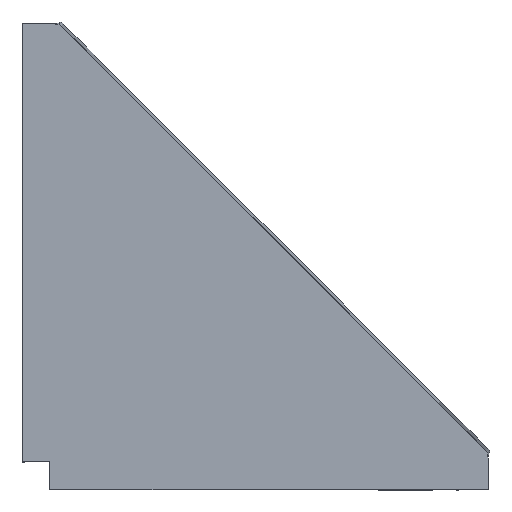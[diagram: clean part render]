
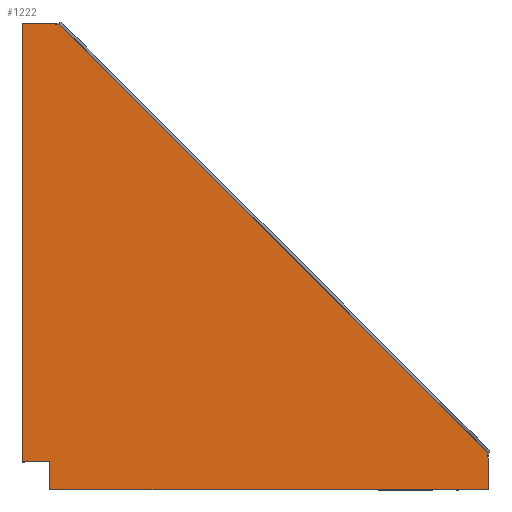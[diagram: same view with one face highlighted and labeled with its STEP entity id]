
A CAD part, top view. The second image highlights one B-rep face of the part: STEP entity #1222.
In plain terms, the highlighted planar face has unit normal (0, 0, 1).
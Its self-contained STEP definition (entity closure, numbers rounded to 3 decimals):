
#38 = CARTESIAN_POINT ( 'NONE',  ( 17., 32., 0. ) ) ;
#52 = CARTESIAN_POINT ( 'NONE',  ( 35.953, 266.858, 0. ) ) ;
#62 = CARTESIAN_POINT ( 'NONE',  ( 266.895, 36.429, 0. ) ) ;
#99 = CARTESIAN_POINT ( 'NONE',  ( 267., 34.05, 0. ) ) ;
#119 = CARTESIAN_POINT ( 'NONE',  ( 266.855, 35.714, 0. ) ) ;
#125 = DIRECTION ( 'NONE',  ( -0.707, 0.707, 0. ) ) ;
#156 = VERTEX_POINT ( 'NONE', #1246 ) ;
#194 = CARTESIAN_POINT ( 'NONE',  ( 32., 32., 0. ) ) ;
#212 = CARTESIAN_POINT ( 'NONE',  ( 266.94, 34.524, 0. ) ) ;
#226 = CARTESIAN_POINT ( 'NONE',  ( 267., 0., 0. ) ) ;
#228 = ORIENTED_EDGE ( 'NONE', *, *, #1532, .T. ) ;
#239 = VERTEX_POINT ( 'NONE', #402 ) ;
#248 = VERTEX_POINT ( 'NONE', #388 ) ;
#258 = CARTESIAN_POINT ( 'NONE',  ( 266.979, 36.9, 0. ) ) ;
#259 = CARTESIAN_POINT ( 'NONE',  ( 0., 32., 0. ) ) ;
#326 = AXIS2_PLACEMENT_3D ( 'NONE', #1368, #1418, #562 ) ;
#347 = ORIENTED_EDGE ( 'NONE', *, *, #1237, .T. ) ;
#352 = CARTESIAN_POINT ( 'NONE',  ( 36.429, 266.895, 0. ) ) ;
#365 = VERTEX_POINT ( 'NONE', #258 ) ;
#388 = CARTESIAN_POINT ( 'NONE',  ( 32., 32., 0. ) ) ;
#394 = CARTESIAN_POINT ( 'NONE',  ( 36.9, 266.979, 0. ) ) ;
#402 = CARTESIAN_POINT ( 'NONE',  ( 34.05, 267., 0. ) ) ;
#458 = CARTESIAN_POINT ( 'NONE',  ( 0., 17., 0. ) ) ;
#460 = VERTEX_POINT ( 'NONE', #702 ) ;
#483 = CARTESIAN_POINT ( 'NONE',  ( 32., 20.5, 0. ) ) ;
#542 = CARTESIAN_POINT ( 'NONE',  ( 151.939, 151.939, 0. ) ) ;
#562 = DIRECTION ( 'NONE',  ( 1., 0., 0. ) ) ;
#578 = CARTESIAN_POINT ( 'NONE',  ( 17., 0., 0. ) ) ;
#604 = CARTESIAN_POINT ( 'NONE',  ( 32., 17., 0. ) ) ;
#609 = ORIENTED_EDGE ( 'NONE', *, *, #1041, .T. ) ;
#623 = EDGE_CURVE ( 'NONE', #1908, #2001, #1370, .T. ) ;
#673 = VECTOR ( 'NONE', #1431, 1000. ) ;
#696 = LINE ( 'NONE', #1174, #673 ) ;
#702 = CARTESIAN_POINT ( 'NONE',  ( 20.5, 32., 0. ) ) ;
#710 = DIRECTION ( 'NONE',  ( -1., 0., 0. ) ) ;
#744 = ORIENTED_EDGE ( 'NONE', *, *, #1630, .T. ) ;
#813 = LINE ( 'NONE', #458, #1488 ) ;
#864 = ORIENTED_EDGE ( 'NONE', *, *, #1678, .F. ) ;
#868 = VERTEX_POINT ( 'NONE', #1299 ) ;
#876 = VECTOR ( 'NONE', #1426, 1000. ) ;
#878 = LINE ( 'NONE', #1611, #876 ) ;
#883 = CARTESIAN_POINT ( 'NONE',  ( 32., 20.5, 0. ) ) ;
#894 = ORIENTED_EDGE ( 'NONE', *, *, #1016, .F. ) ;
#898 = CARTESIAN_POINT ( 'NONE',  ( 267., 0., 0. ) ) ;
#909 = EDGE_CURVE ( 'NONE', #239, #868, #1645, .T. ) ;
#926 = ORIENTED_EDGE ( 'NONE', *, *, #909, .F. ) ;
#927 = ORIENTED_EDGE ( 'NONE', *, *, #623, .T. ) ;
#965 = CARTESIAN_POINT ( 'NONE',  ( 20.5, 267., 0. ) ) ;
#999 = ORIENTED_EDGE ( 'NONE', *, *, #1085, .T. ) ;
#1016 = EDGE_CURVE ( 'NONE', #460, #1623, #1259, .T. ) ;
#1030 = EDGE_CURVE ( 'NONE', #1623, #1943, #1252, .T. ) ;
#1041 = EDGE_CURVE ( 'NONE', #365, #868, #1234, .T. ) ;
#1069 = VECTOR ( 'NONE', #1664, 1000. ) ;
#1073 = CARTESIAN_POINT ( 'NONE',  ( 266.928, 36.667, 0. ) ) ;
#1083 = LINE ( 'NONE', #965, #1069 ) ;
#1084 = VECTOR ( 'NONE', #1695, 1000. ) ;
#1085 = EDGE_CURVE ( 'NONE', #248, #1988, #1179, .T. ) ;
#1089 = CARTESIAN_POINT ( 'NONE',  ( 35.714, 266.855, 0. ) ) ;
#1102 = EDGE_CURVE ( 'NONE', #1908, #156, #1162, .T. ) ;
#1105 = LINE ( 'NONE', #883, #1084 ) ;
#1106 = FACE_OUTER_BOUND ( 'NONE', #1644, .T. ) ;
#1126 = ORIENTED_EDGE ( 'NONE', *, *, #1266, .T. ) ;
#1141 = PLANE ( 'NONE',  #326 ) ;
#1155 = VECTOR ( 'NONE', #1467, 1000. ) ;
#1162 = LINE ( 'NONE', #898, #1155 ) ;
#1166 = DIRECTION ( 'NONE',  ( 0., 1., 0. ) ) ;
#1171 = VECTOR ( 'NONE', #1737, 1000. ) ;
#1172 = CARTESIAN_POINT ( 'NONE',  ( 267., 20.5, 0. ) ) ;
#1174 = CARTESIAN_POINT ( 'NONE',  ( 0., 32., 0. ) ) ;
#1179 = LINE ( 'NONE', #194, #1171 ) ;
#1222 = ADVANCED_FACE ( 'NONE', ( #1106 ), #1141, .T. ) ;
#1225 = VECTOR ( 'NONE', #125, 1000. ) ;
#1234 = LINE ( 'NONE', #542, #1225 ) ;
#1237 = EDGE_CURVE ( 'NONE', #1988, #1399, #1105, .T. ) ;
#1245 = VECTOR ( 'NONE', #1166, 1000. ) ;
#1246 = CARTESIAN_POINT ( 'NONE',  ( 267., 17., 0. ) ) ;
#1247 = DIRECTION ( 'NONE',  ( -1., 0., 0. ) ) ;
#1252 = LINE ( 'NONE', #578, #1245 ) ;
#1259 = LINE ( 'NONE', #259, #1278 ) ;
#1266 = EDGE_CURVE ( 'NONE', #1582, #1943, #1083, .T. ) ;
#1278 = VECTOR ( 'NONE', #1247, 1000. ) ;
#1289 = CARTESIAN_POINT ( 'NONE',  ( 266.979, 36.9, 0. ) ) ;
#1299 = CARTESIAN_POINT ( 'NONE',  ( 36.9, 266.979, 0. ) ) ;
#1350 = VECTOR ( 'NONE', #1435, 1000. ) ;
#1368 = CARTESIAN_POINT ( 'NONE',  ( 0., 0., 0. ) ) ;
#1370 = LINE ( 'NONE', #226, #1350 ) ;
#1399 = VERTEX_POINT ( 'NONE', #604 ) ;
#1418 = DIRECTION ( 'NONE',  ( 0., 0., 1. ) ) ;
#1426 = DIRECTION ( 'NONE',  ( -1., 0., 0. ) ) ;
#1431 = DIRECTION ( 'NONE',  ( 1., 0., 0. ) ) ;
#1435 = DIRECTION ( 'NONE',  ( 0., 1., 0. ) ) ;
#1467 = DIRECTION ( 'NONE',  ( 0., -1., 0. ) ) ;
#1488 = VECTOR ( 'NONE', #710, 1000. ) ;
#1532 = EDGE_CURVE ( 'NONE', #239, #1582, #878, .T. ) ;
#1542 = CARTESIAN_POINT ( 'NONE',  ( 34.05, 267., 0. ) ) ;
#1571 = CARTESIAN_POINT ( 'NONE',  ( 36.667, 266.928, 0. ) ) ;
#1582 = VERTEX_POINT ( 'NONE', #1887 ) ;
#1611 = CARTESIAN_POINT ( 'NONE',  ( 90., 267., 0. ) ) ;
#1623 = VERTEX_POINT ( 'NONE', #38 ) ;
#1630 = EDGE_CURVE ( 'NONE', #2001, #365, #1879, .T. ) ;
#1632 = CARTESIAN_POINT ( 'NONE',  ( 266.879, 34.998, 0. ) ) ;
#1644 = EDGE_LOOP ( 'NONE', ( #927, #744, #609, #926, #228, #1126, #1770, #894, #1728, #999, #347, #864, #1653 ) ) ;
#1645 = B_SPLINE_CURVE_WITH_KNOTS ( 'NONE', 3,
 ( #1542, #1839, #1994, #1089, #52, #352, #1571, #394 ),
 .UNSPECIFIED., .F., .F.,
 ( 4, 2, 2, 4 ),
 ( 0.021, 0.022, 0.023, 0.023 ),
 .UNSPECIFIED. ) ;
#1648 = CARTESIAN_POINT ( 'NONE',  ( 17., 267., 0. ) ) ;
#1653 = ORIENTED_EDGE ( 'NONE', *, *, #1102, .F. ) ;
#1664 = DIRECTION ( 'NONE',  ( -1., 0., 0. ) ) ;
#1678 = EDGE_CURVE ( 'NONE', #156, #1399, #813, .T. ) ;
#1694 = CARTESIAN_POINT ( 'NONE',  ( 266.858, 35.953, 0. ) ) ;
#1695 = DIRECTION ( 'NONE',  ( 0., -1., 0. ) ) ;
#1728 = ORIENTED_EDGE ( 'NONE', *, *, #1911, .T. ) ;
#1737 = DIRECTION ( 'NONE',  ( 0., -1., 0. ) ) ;
#1770 = ORIENTED_EDGE ( 'NONE', *, *, #1030, .F. ) ;
#1839 = CARTESIAN_POINT ( 'NONE',  ( 34.524, 266.94, 0. ) ) ;
#1879 = B_SPLINE_CURVE_WITH_KNOTS ( 'NONE', 3,
 ( #1902, #212, #1632, #119, #1694, #62, #1073, #1289 ),
 .UNSPECIFIED., .F., .F.,
 ( 4, 2, 2, 4 ),
 ( 0.021, 0.022, 0.023, 0.023 ),
 .UNSPECIFIED. ) ;
#1887 = CARTESIAN_POINT ( 'NONE',  ( 20.5, 267., 0. ) ) ;
#1902 = CARTESIAN_POINT ( 'NONE',  ( 267., 34.05, 0. ) ) ;
#1908 = VERTEX_POINT ( 'NONE', #1172 ) ;
#1911 = EDGE_CURVE ( 'NONE', #460, #248, #696, .T. ) ;
#1943 = VERTEX_POINT ( 'NONE', #1648 ) ;
#1988 = VERTEX_POINT ( 'NONE', #483 ) ;
#1994 = CARTESIAN_POINT ( 'NONE',  ( 34.998, 266.879, 0. ) ) ;
#2001 = VERTEX_POINT ( 'NONE', #99 ) ;
